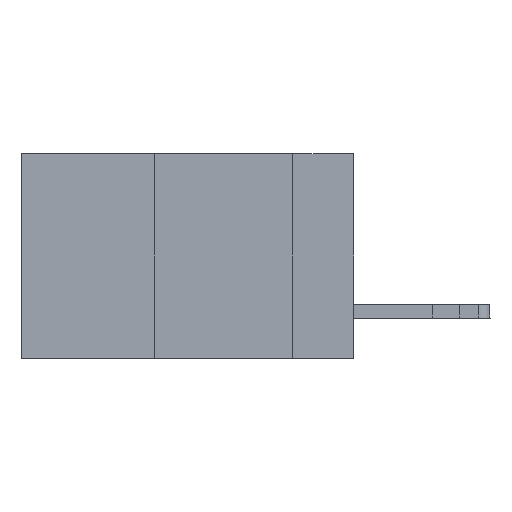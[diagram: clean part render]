
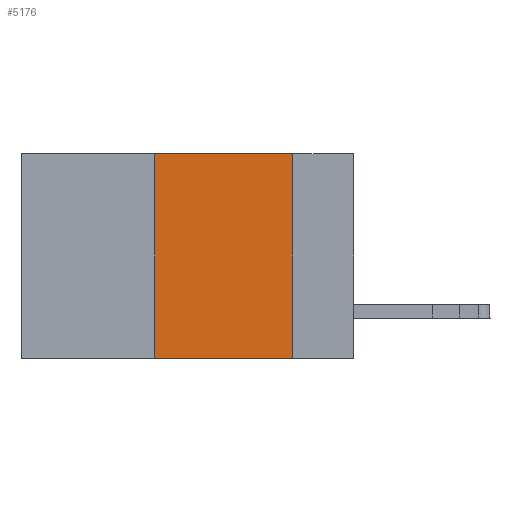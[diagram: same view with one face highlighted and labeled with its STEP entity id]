
A CAD part, left-side view. The second image highlights one B-rep face of the part: STEP entity #5176.
In plain terms, the highlighted planar face has unit normal (-1, 0, 0).
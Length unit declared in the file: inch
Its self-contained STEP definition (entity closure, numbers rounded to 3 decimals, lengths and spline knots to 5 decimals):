
#519 = DIRECTION ( 'NONE',  ( 0., -1., 0. ) ) ;
#1064 = VERTEX_POINT ( 'NONE', #28702 ) ;
#1954 = ORIENTED_EDGE ( 'NONE', *, *, #11683, .F. ) ;
#2802 = CARTESIAN_POINT ( 'NONE',  ( 0., 0.11, -0.37 ) ) ;
#3801 = FACE_OUTER_BOUND ( 'NONE', #13279, .T. ) ;
#4301 = CARTESIAN_POINT ( 'NONE',  ( 0., 0.6, -0.37 ) ) ;
#5089 = EDGE_CURVE ( 'NONE', #15546, #33121, #26077, .T. ) ;
#5176 = ADVANCED_FACE ( 'NONE', ( #3801 ), #9834, .F. ) ;
#7173 = VECTOR ( 'NONE', #16539, 39.37008 ) ;
#9834 = PLANE ( 'NONE',  #25504 ) ;
#10861 = ORIENTED_EDGE ( 'NONE', *, *, #15465, .F. ) ;
#11318 = ORIENTED_EDGE ( 'NONE', *, *, #5089, .T. ) ;
#11683 = EDGE_CURVE ( 'NONE', #21035, #1064, #14941, .T. ) ;
#12443 = DIRECTION ( 'NONE',  ( 1., 0., 0. ) ) ;
#13115 = VECTOR ( 'NONE', #25034, 39.37008 ) ;
#13279 = EDGE_LOOP ( 'NONE', ( #18581, #1954, #10861, #11318 ) ) ;
#13996 = CARTESIAN_POINT ( 'NONE',  ( 0., 0.36, 0. ) ) ;
#14334 = CARTESIAN_POINT ( 'NONE',  ( 0., 0.36, -0.37 ) ) ;
#14941 = LINE ( 'NONE', #21375, #21105 ) ;
#15465 = EDGE_CURVE ( 'NONE', #15546, #21035, #29432, .T. ) ;
#15546 = VERTEX_POINT ( 'NONE', #14334 ) ;
#16539 = DIRECTION ( 'NONE',  ( 0., 0., 1. ) ) ;
#18581 = ORIENTED_EDGE ( 'NONE', *, *, #20776, .F. ) ;
#20776 = EDGE_CURVE ( 'NONE', #1064, #33121, #29462, .T. ) ;
#21035 = VERTEX_POINT ( 'NONE', #22282 ) ;
#21105 = VECTOR ( 'NONE', #519, 39.37008 ) ;
#21171 = CARTESIAN_POINT ( 'NONE',  ( 0., 0.11, 0. ) ) ;
#21375 = CARTESIAN_POINT ( 'NONE',  ( 0., 0.6, 0. ) ) ;
#22282 = CARTESIAN_POINT ( 'NONE',  ( 0., 0.36, 0. ) ) ;
#23481 = VECTOR ( 'NONE', #26290, 39.37008 ) ;
#25034 = DIRECTION ( 'NONE',  ( 0., -1., 0. ) ) ;
#25504 = AXIS2_PLACEMENT_3D ( 'NONE', #32965, #12443, #30528 ) ;
#26077 = LINE ( 'NONE', #4301, #13115 ) ;
#26290 = DIRECTION ( 'NONE',  ( 0., 0., -1. ) ) ;
#28702 = CARTESIAN_POINT ( 'NONE',  ( 0., 0.11, 0. ) ) ;
#29432 = LINE ( 'NONE', #13996, #7173 ) ;
#29462 = LINE ( 'NONE', #21171, #23481 ) ;
#30528 = DIRECTION ( 'NONE',  ( 0., 0., -1. ) ) ;
#32965 = CARTESIAN_POINT ( 'NONE',  ( 0., 0.6, 0. ) ) ;
#33121 = VERTEX_POINT ( 'NONE', #2802 ) ;
